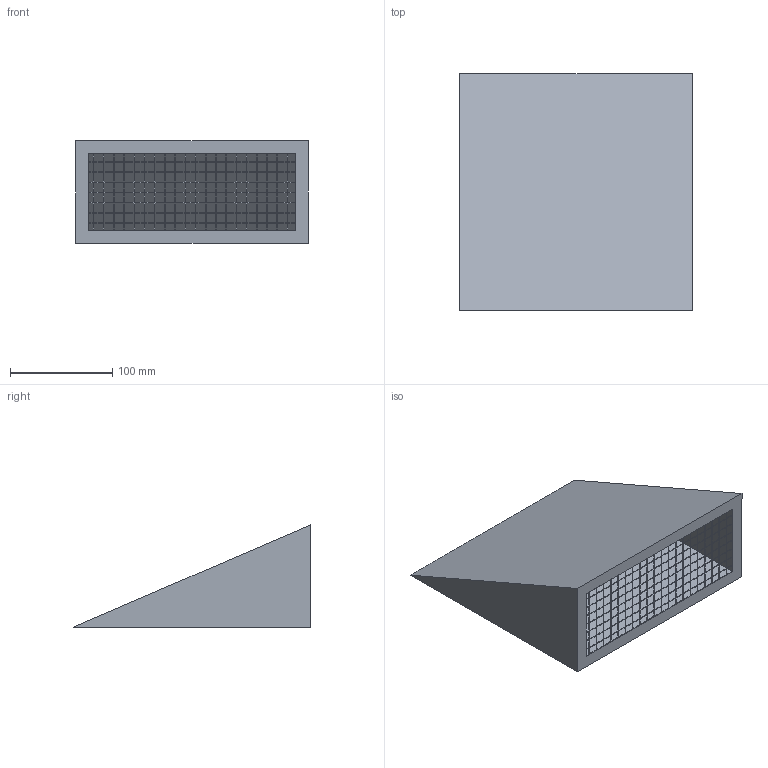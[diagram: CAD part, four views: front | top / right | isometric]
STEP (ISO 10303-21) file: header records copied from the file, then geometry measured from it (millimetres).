
FILE_DESCRIPTION (( 'STEP AP214' ), '1' );
FILE_NAME ('KW-AL16.STEP', '2020-06-05T13:30:46', ( '' ), ( '' ), 'SwSTEP 2.0', 'SolidWorks 2017', '' );
FILE_SCHEMA (( 'AUTOMOTIVE_DESIGN' ));
Length unit declared in the file: millimetre
Products named in the file (1): KW-AL16
Bounding box: 228 x 232 x 100 mm (x, y, z)
Volume: 138795.2 mm3; surface area: 281697.9 mm2
Topology: 1 solids, 1 shells, 704 faces, 2202 edges, 1396 vertices
Faces by surface type: plane 630, cylinder 74
Entity records: 24488 total; most frequent: ORIENTED_EDGE 4404, CARTESIAN_POINT 4303, DIRECTION 3760, EDGE_CURVE 2202, VECTOR 2054, LINE 2054, VERTEX_POINT 1396, EDGE_LOOP 934
